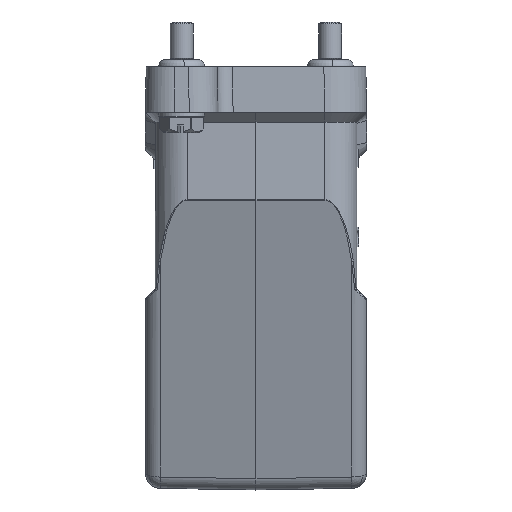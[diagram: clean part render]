
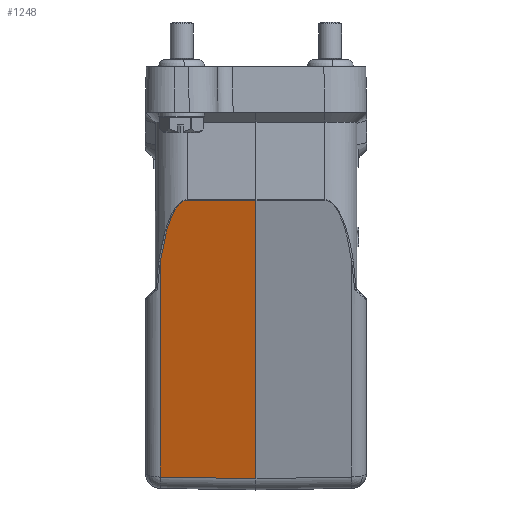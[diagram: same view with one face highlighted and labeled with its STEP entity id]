
A CAD part, left-side view. The second image highlights one B-rep face of the part: STEP entity #1248.
In plain terms, the highlighted planar face has unit normal (-0.966, 0.018, -0.259).
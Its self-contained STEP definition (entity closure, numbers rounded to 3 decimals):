
#454=PLANE('',#9681);
#1248=ADVANCED_FACE('NONE',(#1920),#454,.F.);
#1920=FACE_OUTER_BOUND('',#2479,.T.);
#2479=EDGE_LOOP('',(#4942,#4943,#4944,#4945,#4946));
#2834=B_SPLINE_CURVE_WITH_KNOTS('',3,(#17727,#17728,#17729,#17730,#17731,
#17732,#17733,#17734,#17735,#17736,#17737,#17738,#17739,#17740,#17741,#17742,
#17743,#17744,#17745,#17746),.UNSPECIFIED.,.F.,.F.,(4,2,2,2,2,2,2,2,2,4),
(0.,0.25,0.5,0.625,0.75,0.813,0.875,0.938,0.969,1.),.UNSPECIFIED.);
#4942=ORIENTED_EDGE('',*,*,#7502,.F.);
#4943=ORIENTED_EDGE('',*,*,#7503,.F.);
#4944=ORIENTED_EDGE('',*,*,#7433,.F.);
#4945=ORIENTED_EDGE('',*,*,#7428,.F.);
#4946=ORIENTED_EDGE('',*,*,#7504,.F.);
#5630=VERTEX_POINT('',#12342);
#6248=VERTEX_POINT('',#17721);
#6249=VERTEX_POINT('',#17726);
#6252=VERTEX_POINT('',#17881);
#6290=VERTEX_POINT('',#18443);
#7428=EDGE_CURVE('NONE',#6249,#6248,#2834,.T.);
#7433=EDGE_CURVE('NONE',#6248,#6252,#8264,.T.);
#7502=EDGE_CURVE('NONE',#6290,#5630,#8301,.T.);
#7503=EDGE_CURVE('NONE',#6252,#6290,#8302,.T.);
#7504=EDGE_CURVE('NONE',#5630,#6249,#8303,.T.);
#8264=LINE('',#17880,#8951);
#8301=LINE('',#18442,#8988);
#8302=LINE('',#18444,#8989);
#8303=LINE('',#18445,#8990);
#8951=VECTOR('',#11530,1.);
#8988=VECTOR('',#11637,1.);
#8989=VECTOR('',#11638,1.);
#8990=VECTOR('',#11639,1.);
#9681=AXIS2_PLACEMENT_3D('',#18446,#11640,#11641);
#11530=DIRECTION('',(-0.017,-1.,-0.002));
#11637=DIRECTION('',(0.013,1.,0.017));
#11638=DIRECTION('',(0.259,0.,-0.966));
#11639=DIRECTION('',(-0.259,0.,0.966));
#11640=DIRECTION('',(0.966,-0.017,0.259));
#11641=DIRECTION('',(0.259,0.,-0.966));
#12342=CARTESIAN_POINT('',(-55.094,25.07,-95.598));
#17721=CARTESIAN_POINT('',(-74.668,18.048,-23.022));
#17726=CARTESIAN_POINT('',(-70.235,25.07,-39.091));
#17727=CARTESIAN_POINT('',(-70.235,25.07,-39.091));
#17728=CARTESIAN_POINT('',(-70.646,24.866,-37.573));
#17729=CARTESIAN_POINT('',(-71.055,24.619,-36.062));
#17730=CARTESIAN_POINT('',(-71.87,24.009,-33.061));
#17731=CARTESIAN_POINT('',(-72.276,23.647,-31.571));
#17732=CARTESIAN_POINT('',(-72.876,22.965,-29.377));
#17733=CARTESIAN_POINT('',(-73.075,22.714,-28.653));
#17734=CARTESIAN_POINT('',(-73.466,22.142,-27.232));
#17735=CARTESIAN_POINT('',(-73.659,21.823,-26.533));
#17736=CARTESIAN_POINT('',(-73.938,21.258,-25.531));
#17737=CARTESIAN_POINT('',(-74.029,21.054,-25.205));
#17738=CARTESIAN_POINT('',(-74.204,20.607,-24.58));
#17739=CARTESIAN_POINT('',(-74.289,20.363,-24.281));
#17740=CARTESIAN_POINT('',(-74.444,19.815,-23.739));
#17741=CARTESIAN_POINT('',(-74.515,19.511,-23.494));
#17742=CARTESIAN_POINT('',(-74.597,18.996,-23.223));
#17743=CARTESIAN_POINT('',(-74.62,18.814,-23.149));
#17744=CARTESIAN_POINT('',(-74.654,18.439,-23.048));
#17745=CARTESIAN_POINT('',(-74.665,18.244,-23.022));
#17746=CARTESIAN_POINT('',(-74.668,18.048,-23.022));
#17880=CARTESIAN_POINT('',(-74.662,18.396,-23.021));
#17881=CARTESIAN_POINT('',(-74.983,0.,-23.064));
#18442=CARTESIAN_POINT('',(-55.43,0.,-96.036));
#18443=CARTESIAN_POINT('',(-55.43,0.,-96.036));
#18444=CARTESIAN_POINT('',(-54.636,0.,-99.));
#18445=CARTESIAN_POINT('',(-54.213,25.07,-98.887));
#18446=CARTESIAN_POINT('',(-54.636,0.,-99.));
